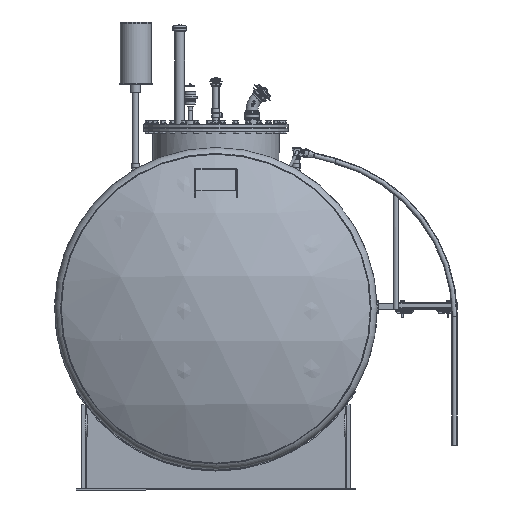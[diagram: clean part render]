
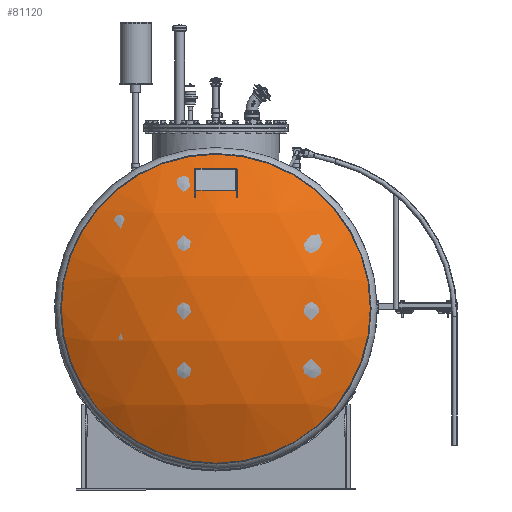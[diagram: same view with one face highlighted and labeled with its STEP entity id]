
A CAD part, front view. The second image highlights one B-rep face of the part: STEP entity #81120.
In plain terms, the highlighted spherical face has radius 1609 mm.
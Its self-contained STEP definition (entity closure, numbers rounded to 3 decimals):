
#22591=FACE_OUTER_BOUND('',#27684,.T.);
#27684=EDGE_LOOP('',(#65019));
#31951=CIRCLE('',#88496,773.649);
#37096=VERTEX_POINT('',#137270);
#46825=EDGE_CURVE('',#37096,#37096,#31951,.T.);
#65019=ORIENTED_EDGE('',*,*,#46825,.T.);
#73609=SPHERICAL_SURFACE('',#88498,1609.);
#81120=ADVANCED_FACE('',(#22591),#73609,.T.);
#88496=AXIS2_PLACEMENT_3D('',#137271,#104446,#104447);
#88498=AXIS2_PLACEMENT_3D('',#137273,#104450,#104451);
#104446=DIRECTION('center_axis',(0.,-1.,0.));
#104447=DIRECTION('ref_axis',(-1.,0.,-0.003));
#104450=DIRECTION('center_axis',(0.003,0.,
-1.));
#104451=DIRECTION('ref_axis',(-1.,0.,-0.003));
#137270=CARTESIAN_POINT('',(2.075,-1175.069,129.353));
#137271=CARTESIAN_POINT('Origin',(0.,-1175.069,
903.));
#137273=CARTESIAN_POINT('Origin',(0.,235.727,
903.));
